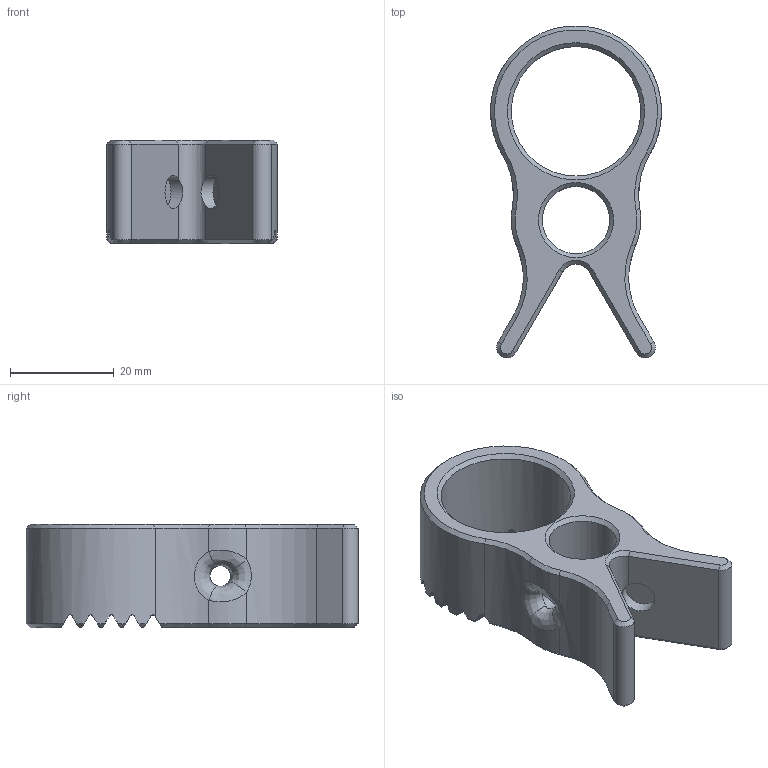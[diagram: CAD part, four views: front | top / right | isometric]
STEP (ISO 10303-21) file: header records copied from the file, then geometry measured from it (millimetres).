
FILE_DESCRIPTION(/* description */ (''),/* implementation_level */ '2;1');
FILE_NAME(/* name */ 'flag guide v4.step',/* time_stamp */ '2024-06-17T22:30:34-04:00',/* author */ (''),/* organization */ (''),/* preprocessor_version */ 'ST-DEVELOPER v20',/* originating_system */ 'Autodesk Translation Framework v13.14.0.145',/* authorisation */ '');
FILE_SCHEMA (('AUTOMOTIVE_DESIGN { 1 0 10303 214 3 1 1 }'));
Length unit declared in the file: millimetre
Products named in the file (1): flag stand
Bounding box: 33 x 64.09 x 20 mm (x, y, z)
Volume: 14684 mm3; surface area: 7864.9 mm2
Topology: 1 solids, 1 shells, 122 faces, 337 edges, 213 vertices
Faces by surface type: plane 45, cone 41, cylinder 28, bspline 8
Full cylindrical faces by diameter (mm): 4 x2, 6.5 x2, 13 x1, 25 x1
Entity records: 4619 total; most frequent: CARTESIAN_POINT 1585, ORIENTED_EDGE 674, DIRECTION 616, EDGE_CURVE 337, AXIS2_PLACEMENT_3D 252, VERTEX_POINT 213, EDGE_LOOP 126, FACE_OUTER_BOUND 122
